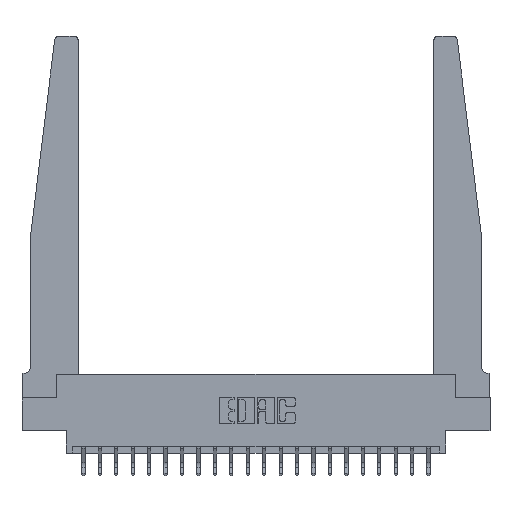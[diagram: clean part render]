
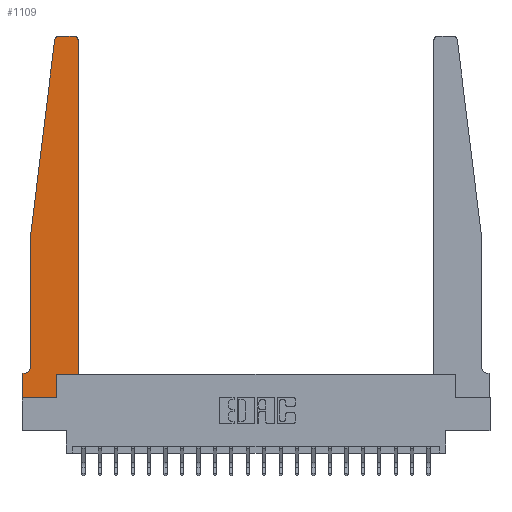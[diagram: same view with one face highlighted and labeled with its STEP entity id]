
A CAD part, top view. The second image highlights one B-rep face of the part: STEP entity #1109.
In plain terms, the highlighted planar face has unit normal (0, 0, 1).
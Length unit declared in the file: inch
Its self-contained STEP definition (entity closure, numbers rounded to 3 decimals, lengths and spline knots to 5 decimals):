
#68 = DIRECTION ( 'NONE',  ( 0., 0., 1. ) ) ;
#240 = FACE_OUTER_BOUND ( 'NONE', #1768, .T. ) ;
#442 = DIRECTION ( 'NONE',  ( 0., -1., 0. ) ) ;
#718 = LINE ( 'NONE', #10451, #18444 ) ;
#869 = ORIENTED_EDGE ( 'NONE', *, *, #19680, .T. ) ;
#1029 = EDGE_CURVE ( 'NONE', #21402, #18175, #15585, .T. ) ;
#1109 = ADVANCED_FACE ( 'NONE', ( #240 ), #15492, .T. ) ;
#1330 = DIRECTION ( 'NONE',  ( 0., 0., 1. ) ) ;
#1357 = DIRECTION ( 'NONE',  ( -1., 0., 0. ) ) ;
#1414 = AXIS2_PLACEMENT_3D ( 'NONE', #21889, #11681, #1357 ) ;
#1768 = EDGE_LOOP ( 'NONE', ( #6969, #869, #3519, #14340, #3237, #8138, #18688, #3593, #14191, #3635, #18173, #19329 ) ) ;
#1927 = EDGE_CURVE ( 'NONE', #2346, #13061, #12607, .T. ) ;
#1993 = LINE ( 'NONE', #20795, #6056 ) ;
#2058 = CIRCLE ( 'NONE', #14632, 0.03 ) ;
#2346 = VERTEX_POINT ( 'NONE', #10857 ) ;
#3237 = ORIENTED_EDGE ( 'NONE', *, *, #9548, .T. ) ;
#3308 = CARTESIAN_POINT ( 'NONE',  ( 0.065, 0.1875, 0.37 ) ) ;
#3378 = LINE ( 'NONE', #3308, #20541 ) ;
#3436 = VECTOR ( 'NONE', #9550, 39.37008 ) ;
#3519 = ORIENTED_EDGE ( 'NONE', *, *, #21828, .T. ) ;
#3526 = CARTESIAN_POINT ( 'NONE',  ( 0.27653, 2.75, 0.37 ) ) ;
#3593 = ORIENTED_EDGE ( 'NONE', *, *, #1029, .T. ) ;
#3635 = ORIENTED_EDGE ( 'NONE', *, *, #1927, .T. ) ;
#3794 = CARTESIAN_POINT ( 'NONE',  ( 0.425, 0.18, 0.37 ) ) ;
#4168 = LINE ( 'NONE', #20973, #12807 ) ;
#4675 = AXIS2_PLACEMENT_3D ( 'NONE', #8652, #68, #12121 ) ;
#5034 = AXIS2_PLACEMENT_3D ( 'NONE', #11660, #1330, #13387 ) ;
#5047 = EDGE_CURVE ( 'NONE', #13061, #5390, #1993, .T. ) ;
#5057 = EDGE_CURVE ( 'NONE', #18175, #2346, #7108, .T. ) ;
#5062 = CARTESIAN_POINT ( 'NONE',  ( 0., 0., 0.37 ) ) ;
#5221 = DIRECTION ( 'NONE',  ( 0., 0., 1. ) ) ;
#5390 = VERTEX_POINT ( 'NONE', #21908 ) ;
#5900 = VERTEX_POINT ( 'NONE', #11468 ) ;
#5950 = VERTEX_POINT ( 'NONE', #20270 ) ;
#6056 = VECTOR ( 'NONE', #12303, 39.37008 ) ;
#6154 = CARTESIAN_POINT ( 'NONE',  ( 0.24675, 2.72367, 0.37 ) ) ;
#6611 = EDGE_CURVE ( 'NONE', #17888, #16451, #18062, .T. ) ;
#6778 = DIRECTION ( 'NONE',  ( 1., 0., 0. ) ) ;
#6969 = ORIENTED_EDGE ( 'NONE', *, *, #16162, .T. ) ;
#6982 = CARTESIAN_POINT ( 'NONE',  ( 0.065, 1.25, 0.37 ) ) ;
#7028 = CARTESIAN_POINT ( 'NONE',  ( 0.2605, 0.18, 0.37 ) ) ;
#7108 = LINE ( 'NONE', #7028, #15181 ) ;
#8138 = ORIENTED_EDGE ( 'NONE', *, *, #9681, .T. ) ;
#8226 = CARTESIAN_POINT ( 'NONE',  ( 0.395, 2.75, 0.37 ) ) ;
#8405 = CARTESIAN_POINT ( 'NONE',  ( 0.25, 2.75, 0.37 ) ) ;
#8652 = CARTESIAN_POINT ( 'NONE',  ( 0., 0.1875, 0.37 ) ) ;
#8931 = VECTOR ( 'NONE', #12111, 39.37008 ) ;
#9548 = EDGE_CURVE ( 'NONE', #16451, #5950, #10660, .T. ) ;
#9550 = DIRECTION ( 'NONE',  ( 1., 0., 0. ) ) ;
#9681 = EDGE_CURVE ( 'NONE', #5950, #5900, #3378, .T. ) ;
#9709 = VERTEX_POINT ( 'NONE', #3526 ) ;
#9871 = EDGE_CURVE ( 'NONE', #5900, #21402, #4168, .T. ) ;
#10439 = VECTOR ( 'NONE', #11728, 39.37008 ) ;
#10451 = CARTESIAN_POINT ( 'NONE',  ( 0.065, 1.25, 0.37 ) ) ;
#10567 = DIRECTION ( 'NONE',  ( 0., 1., 0. ) ) ;
#10660 = CIRCLE ( 'NONE', #1414, 0.05 ) ;
#10857 = CARTESIAN_POINT ( 'NONE',  ( 0.2605, 0.18, 0.37 ) ) ;
#10982 = LINE ( 'NONE', #8405, #10439 ) ;
#11108 = CARTESIAN_POINT ( 'NONE',  ( 0.2605, 0., 0.37 ) ) ;
#11468 = CARTESIAN_POINT ( 'NONE',  ( 0., 0.1875, 0.37 ) ) ;
#11660 = CARTESIAN_POINT ( 'NONE',  ( 0.27653, 2.72, 0.37 ) ) ;
#11681 = DIRECTION ( 'NONE',  ( 0., 0., -1. ) ) ;
#11728 = DIRECTION ( 'NONE',  ( -1., 0., 0. ) ) ;
#12111 = DIRECTION ( 'NONE',  ( 0., -1., 0. ) ) ;
#12121 = DIRECTION ( 'NONE',  ( 1., 0., 0. ) ) ;
#12303 = DIRECTION ( 'NONE',  ( 0., 1., 0. ) ) ;
#12607 = LINE ( 'NONE', #16355, #3436 ) ;
#12807 = VECTOR ( 'NONE', #442, 39.37008 ) ;
#13061 = VERTEX_POINT ( 'NONE', #3794 ) ;
#13387 = DIRECTION ( 'NONE',  ( 1., 0., 0. ) ) ;
#13776 = DIRECTION ( 'NONE',  ( -1., 0., 0. ) ) ;
#14191 = ORIENTED_EDGE ( 'NONE', *, *, #5057, .T. ) ;
#14340 = ORIENTED_EDGE ( 'NONE', *, *, #6611, .T. ) ;
#14339 = CARTESIAN_POINT ( 'NONE',  ( 0.065, 0.2375, 0.37 ) ) ;
#14593 = CARTESIAN_POINT ( 'NONE',  ( 0., 0., 0.37 ) ) ;
#14632 = AXIS2_PLACEMENT_3D ( 'NONE', #15506, #5221, #17242 ) ;
#15181 = VECTOR ( 'NONE', #10567, 39.37008 ) ;
#15476 = CARTESIAN_POINT ( 'NONE',  ( 0.065, 1.25, 0.37 ) ) ;
#15492 = PLANE ( 'NONE',  #4675 ) ;
#15506 = CARTESIAN_POINT ( 'NONE',  ( 0.395, 2.72, 0.37 ) ) ;
#15585 = LINE ( 'NONE', #5062, #20108 ) ;
#15656 = CIRCLE ( 'NONE', #5034, 0.03 ) ;
#16162 = EDGE_CURVE ( 'NONE', #20857, #9709, #10982, .T. ) ;
#16355 = CARTESIAN_POINT ( 'NONE',  ( 0.425, 0.18, 0.37 ) ) ;
#16451 = VERTEX_POINT ( 'NONE', #14339 ) ;
#16910 = EDGE_CURVE ( 'NONE', #5390, #20857, #2058, .T. ) ;
#17242 = DIRECTION ( 'NONE',  ( 1., 0., 0. ) ) ;
#17888 = VERTEX_POINT ( 'NONE', #15476 ) ;
#18062 = LINE ( 'NONE', #6982, #8931 ) ;
#18173 = ORIENTED_EDGE ( 'NONE', *, *, #5047, .T. ) ;
#18175 = VERTEX_POINT ( 'NONE', #11108 ) ;
#18250 = VERTEX_POINT ( 'NONE', #6154 ) ;
#18444 = VECTOR ( 'NONE', #20678, 39.37008 ) ;
#18688 = ORIENTED_EDGE ( 'NONE', *, *, #9871, .T. ) ;
#19329 = ORIENTED_EDGE ( 'NONE', *, *, #16910, .T. ) ;
#19680 = EDGE_CURVE ( 'NONE', #9709, #18250, #15656, .T. ) ;
#20108 = VECTOR ( 'NONE', #6778, 39.37008 ) ;
#20270 = CARTESIAN_POINT ( 'NONE',  ( 0.015, 0.1875, 0.37 ) ) ;
#20541 = VECTOR ( 'NONE', #13776, 39.37008 ) ;
#20678 = DIRECTION ( 'NONE',  ( -0.122, -0.992, 0. ) ) ;
#20795 = CARTESIAN_POINT ( 'NONE',  ( 0.425, 0.18, 0.37 ) ) ;
#20857 = VERTEX_POINT ( 'NONE', #8226 ) ;
#20973 = CARTESIAN_POINT ( 'NONE',  ( 0., 0., 0.37 ) ) ;
#21402 = VERTEX_POINT ( 'NONE', #14593 ) ;
#21828 = EDGE_CURVE ( 'NONE', #18250, #17888, #718, .T. ) ;
#21889 = CARTESIAN_POINT ( 'NONE',  ( 0.015, 0.2375, 0.37 ) ) ;
#21908 = CARTESIAN_POINT ( 'NONE',  ( 0.425, 2.72, 0.37 ) ) ;
